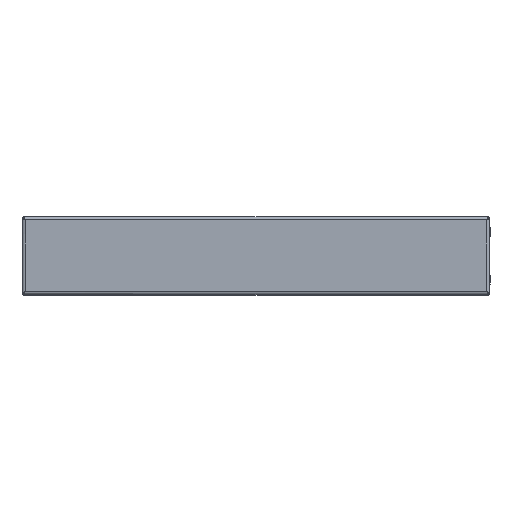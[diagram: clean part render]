
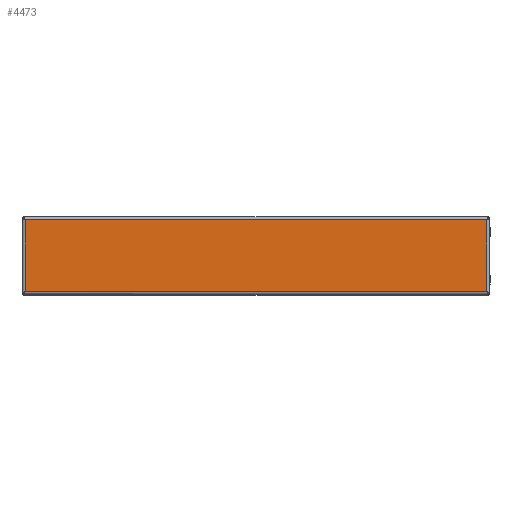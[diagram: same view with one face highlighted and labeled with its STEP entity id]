
A CAD part, top view. The second image highlights one B-rep face of the part: STEP entity #4473.
In plain terms, the highlighted face is planar.
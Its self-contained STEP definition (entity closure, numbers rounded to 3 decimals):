
#214 = EDGE_LOOP ( 'NONE', ( #645, #380, #2981, #2752 ) ) ;
#380 = ORIENTED_EDGE ( 'NONE', *, *, #8297, .T. ) ;
#645 = ORIENTED_EDGE ( 'NONE', *, *, #890, .T. ) ;
#717 = CARTESIAN_POINT ( 'NONE',  ( 296., 46., -2. ) ) ;
#890 = EDGE_CURVE ( 'NONE', #3085, #5012, #7595, .T. ) ;
#1272 = VECTOR ( 'NONE', #8347, 1000. ) ;
#1348 = VERTEX_POINT ( 'NONE', #3161 ) ;
#1581 = LINE ( 'NONE', #6700, #7799 ) ;
#1909 = CARTESIAN_POINT ( 'NONE',  ( 300., -46., -2. ) ) ;
#2357 = CARTESIAN_POINT ( 'NONE',  ( -296., -46., -2. ) ) ;
#2484 = VECTOR ( 'NONE', #5207, 1000. ) ;
#2752 = ORIENTED_EDGE ( 'NONE', *, *, #6703, .T. ) ;
#2981 = ORIENTED_EDGE ( 'NONE', *, *, #5232, .T. ) ;
#3085 = VERTEX_POINT ( 'NONE', #8683 ) ;
#3161 = CARTESIAN_POINT ( 'NONE',  ( -296., -46., -2. ) ) ;
#3187 = DIRECTION ( 'NONE',  ( 0., -1., 0. ) ) ;
#3305 = CARTESIAN_POINT ( 'NONE',  ( -300., 46., -2. ) ) ;
#3449 = DIRECTION ( 'NONE',  ( 0., 0., -1. ) ) ;
#4343 = LINE ( 'NONE', #1909, #6823 ) ;
#4473 = ADVANCED_FACE ( 'NONE', ( #8875 ), #9271, .T. ) ;
#5012 = VERTEX_POINT ( 'NONE', #717 ) ;
#5207 = DIRECTION ( 'NONE',  ( 0., 1., 0. ) ) ;
#5232 = EDGE_CURVE ( 'NONE', #8536, #1348, #4343, .T. ) ;
#5555 = AXIS2_PLACEMENT_3D ( 'NONE', #6432, #3449, #6339 ) ;
#6339 = DIRECTION ( 'NONE',  ( -1., 0., 0. ) ) ;
#6432 = CARTESIAN_POINT ( 'NONE',  ( 300., 50., -2. ) ) ;
#6700 = CARTESIAN_POINT ( 'NONE',  ( 296., 46., -2. ) ) ;
#6703 = EDGE_CURVE ( 'NONE', #1348, #3085, #8688, .T. ) ;
#6823 = VECTOR ( 'NONE', #7005, 1000. ) ;
#6925 = CARTESIAN_POINT ( 'NONE',  ( 296., -46., -2. ) ) ;
#7005 = DIRECTION ( 'NONE',  ( -1., 0., 0. ) ) ;
#7595 = LINE ( 'NONE', #3305, #1272 ) ;
#7799 = VECTOR ( 'NONE', #3187, 1000. ) ;
#8297 = EDGE_CURVE ( 'NONE', #5012, #8536, #1581, .T. ) ;
#8347 = DIRECTION ( 'NONE',  ( 1., 0., 0. ) ) ;
#8536 = VERTEX_POINT ( 'NONE', #6925 ) ;
#8683 = CARTESIAN_POINT ( 'NONE',  ( -296., 46., -2. ) ) ;
#8688 = LINE ( 'NONE', #2357, #2484 ) ;
#8875 = FACE_OUTER_BOUND ( 'NONE', #214, .T. ) ;
#9271 = PLANE ( 'NONE',  #5555 ) ;
